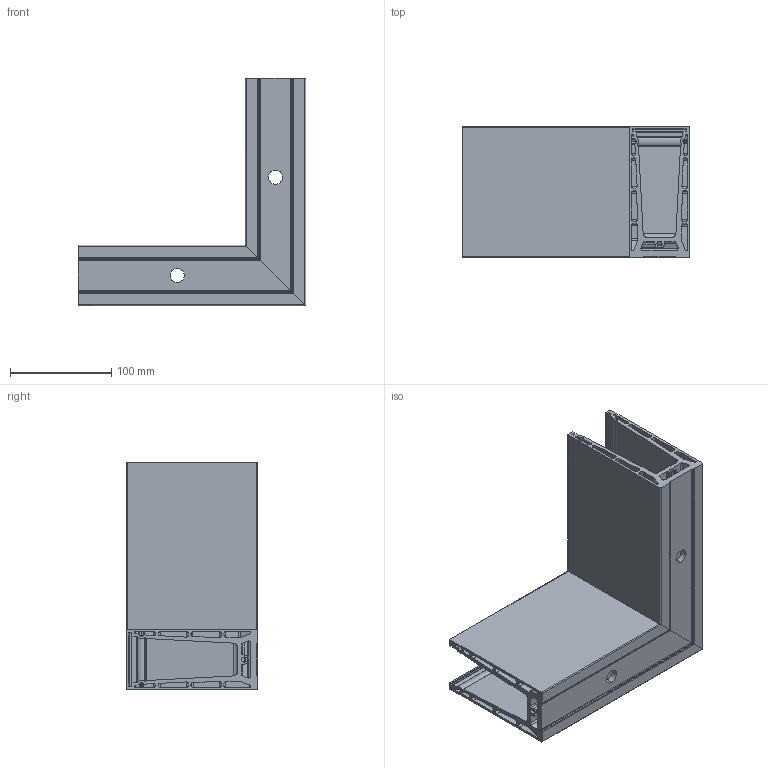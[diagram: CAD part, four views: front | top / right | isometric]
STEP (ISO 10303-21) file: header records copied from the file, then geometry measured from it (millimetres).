
FILE_DESCRIPTION (( 'STEP AP214' ), '1' );
FILE_NAME ('AL_0004-PRO-S-E-90-IN.STEP', '2022-12-19T14:28:04', ( '' ), ( '' ), 'SwSTEP 2.0', 'SolidWorks 2019', '' );
FILE_SCHEMA (( 'AUTOMOTIVE_DESIGN' ));
Length unit declared in the file: millimetre
Products named in the file (1): AL_0004-PRO-S-E-90-IN
Bounding box: 225.2 x 130 x 225.2 mm (x, y, z)
Volume: 886534 mm3; surface area: 463222.5 mm2
Topology: 1 solids, 1 shells, 358 faces, 921 edges, 561 vertices
Faces by surface type: cylinder 224, plane 134
Entity records: 11143 total; most frequent: CARTESIAN_POINT 2677, ORIENTED_EDGE 1842, DIRECTION 1691, EDGE_CURVE 921, AXIS2_PLACEMENT_3D 571, VERTEX_POINT 561, LINE 549, VECTOR 549
